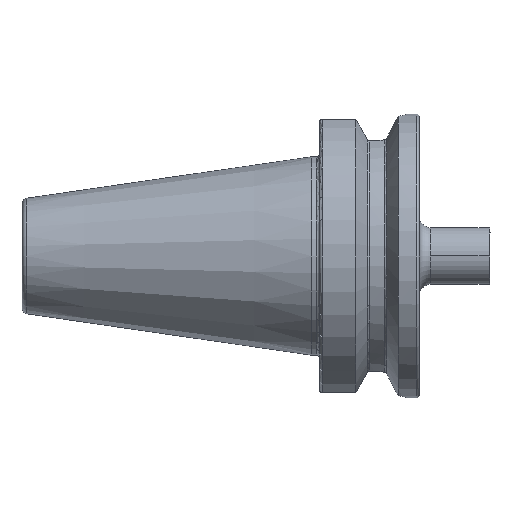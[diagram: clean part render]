
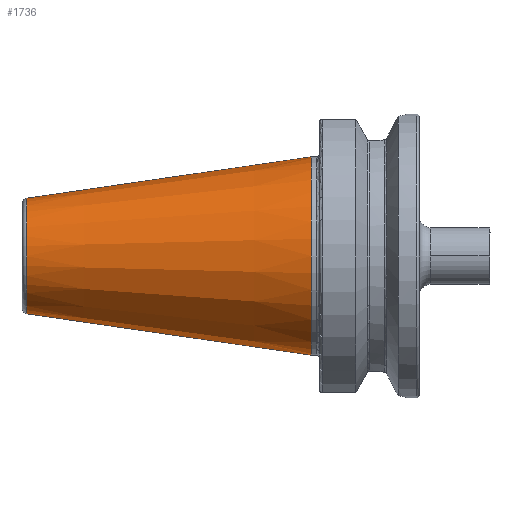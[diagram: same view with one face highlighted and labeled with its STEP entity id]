
A CAD part, front view. The second image highlights one B-rep face of the part: STEP entity #1736.
In plain terms, the highlighted conical face has half-angle 8.297 degrees and reference radius 34.925 mm.
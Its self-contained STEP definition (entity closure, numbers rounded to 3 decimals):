
#214 = DIRECTION ( 'NONE',  ( 0.99, 0., 0.144 ) ) ;
#373 = FACE_OUTER_BOUND ( 'NONE', #4542, .T. ) ;
#498 = VERTEX_POINT ( 'NONE', #4501 ) ;
#650 = AXIS2_PLACEMENT_3D ( 'NONE', #4447, #2137, #4832 ) ;
#806 = CARTESIAN_POINT ( 'NONE',  ( 0., 0., 0. ) ) ;
#854 = CARTESIAN_POINT ( 'NONE',  ( 0., 0., -34.925 ) ) ;
#942 = AXIS2_PLACEMENT_3D ( 'NONE', #4539, #4046, #2918 ) ;
#1059 = CIRCLE ( 'NONE', #650, 20.329 ) ;
#1128 = CIRCLE ( 'NONE', #4598, 34.925 ) ;
#1210 = DIRECTION ( 'NONE',  ( 0., 0., 1. ) ) ;
#1381 = CARTESIAN_POINT ( 'NONE',  ( 0., 0., 34.925 ) ) ;
#1498 = EDGE_CURVE ( 'NONE', #498, #4808, #4037, .T. ) ;
#1736 = ADVANCED_FACE ( 'NONE', ( #373 ), #4325, .T. ) ;
#2116 = EDGE_CURVE ( 'NONE', #2203, #4721, #4200, .T. ) ;
#2137 = DIRECTION ( 'NONE',  ( -1., 0., 0. ) ) ;
#2203 = VERTEX_POINT ( 'NONE', #4100 ) ;
#2918 = DIRECTION ( 'NONE',  ( 0., 0., -1. ) ) ;
#2962 = CARTESIAN_POINT ( 'NONE',  ( 0., 0., -34.925 ) ) ;
#2988 = CARTESIAN_POINT ( 'NONE',  ( 0., 0., 34.925 ) ) ;
#3000 = ORIENTED_EDGE ( 'NONE', *, *, #3025, .T. ) ;
#3025 = EDGE_CURVE ( 'NONE', #4721, #4808, #1128, .T. ) ;
#3113 = ORIENTED_EDGE ( 'NONE', *, *, #1498, .F. ) ;
#3615 = DIRECTION ( 'NONE',  ( -1., 0., 0. ) ) ;
#3649 = DIRECTION ( 'NONE',  ( 0.99, 0., -0.144 ) ) ;
#4009 = ORIENTED_EDGE ( 'NONE', *, *, #2116, .T. ) ;
#4037 = LINE ( 'NONE', #2988, #4911 ) ;
#4046 = DIRECTION ( 'NONE',  ( 1., 0., 0. ) ) ;
#4084 = VECTOR ( 'NONE', #3649, 1000. ) ;
#4100 = CARTESIAN_POINT ( 'NONE',  ( -100.089, 0., -20.329 ) ) ;
#4200 = LINE ( 'NONE', #854, #4084 ) ;
#4325 = CONICAL_SURFACE ( 'NONE', #942, 34.925, 0.145 ) ;
#4447 = CARTESIAN_POINT ( 'NONE',  ( -100.089, 0., 0. ) ) ;
#4501 = CARTESIAN_POINT ( 'NONE',  ( -100.089, 0., 20.329 ) ) ;
#4539 = CARTESIAN_POINT ( 'NONE',  ( 0., 0., 0. ) ) ;
#4542 = EDGE_LOOP ( 'NONE', ( #3113, #4985, #4009, #3000 ) ) ;
#4598 = AXIS2_PLACEMENT_3D ( 'NONE', #806, #3615, #1210 ) ;
#4610 = EDGE_CURVE ( 'NONE', #2203, #498, #1059, .T. ) ;
#4721 = VERTEX_POINT ( 'NONE', #2962 ) ;
#4808 = VERTEX_POINT ( 'NONE', #1381 ) ;
#4832 = DIRECTION ( 'NONE',  ( 0., 0., 1. ) ) ;
#4911 = VECTOR ( 'NONE', #214, 1000. ) ;
#4985 = ORIENTED_EDGE ( 'NONE', *, *, #4610, .F. ) ;
